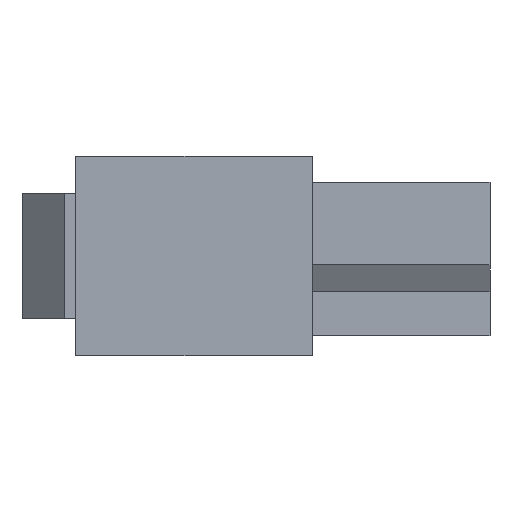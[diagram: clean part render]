
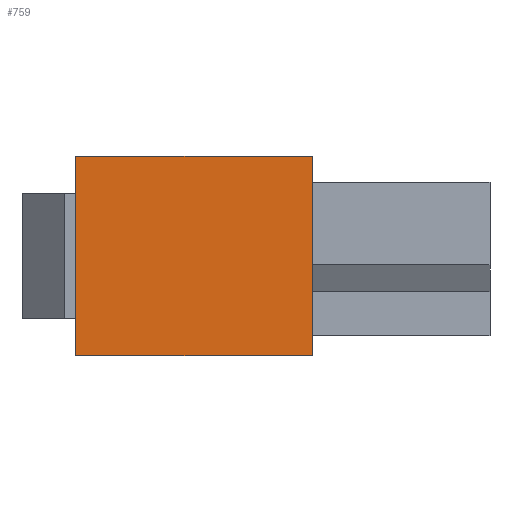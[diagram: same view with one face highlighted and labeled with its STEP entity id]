
A CAD part, front view. The second image highlights one B-rep face of the part: STEP entity #759.
In plain terms, the highlighted planar face has unit normal (0, -1, 0).
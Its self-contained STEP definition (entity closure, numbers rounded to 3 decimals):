
#25 = CARTESIAN_POINT ( 'NONE',  ( 11.375, -89.05, 6.75 ) ) ;
#52 = DIRECTION ( 'NONE',  ( 1., 0., 0. ) ) ;
#91 = VERTEX_POINT ( 'NONE', #538 ) ;
#169 = ORIENTED_EDGE ( 'NONE', *, *, #814, .T. ) ;
#181 = EDGE_CURVE ( 'NONE', #804, #91, #808, .T. ) ;
#184 = FACE_OUTER_BOUND ( 'NONE', #448, .T. ) ;
#240 = CARTESIAN_POINT ( 'NONE',  ( -4.625, -89.05, 6.75 ) ) ;
#321 = ORIENTED_EDGE ( 'NONE', *, *, #181, .F. ) ;
#323 = CARTESIAN_POINT ( 'NONE',  ( 11.375, -89.05, 6.75 ) ) ;
#336 = LINE ( 'NONE', #906, #819 ) ;
#387 = EDGE_CURVE ( 'NONE', #693, #91, #336, .T. ) ;
#421 = DIRECTION ( 'NONE',  ( 0., 0., -1. ) ) ;
#448 = EDGE_LOOP ( 'NONE', ( #1101, #321, #672, #169 ) ) ;
#474 = DIRECTION ( 'NONE',  ( 0., 1., 0. ) ) ;
#538 = CARTESIAN_POINT ( 'NONE',  ( 11.375, -89.05, -6.75 ) ) ;
#546 = CARTESIAN_POINT ( 'NONE',  ( -4.625, -89.05, -6.75 ) ) ;
#560 = VERTEX_POINT ( 'NONE', #893 ) ;
#663 = VECTOR ( 'NONE', #1042, 1000. ) ;
#668 = PLANE ( 'NONE',  #1096 ) ;
#669 = LINE ( 'NONE', #760, #663 ) ;
#672 = ORIENTED_EDGE ( 'NONE', *, *, #938, .F. ) ;
#693 = VERTEX_POINT ( 'NONE', #546 ) ;
#759 = ADVANCED_FACE ( 'NONE', ( #184 ), #668, .F. ) ;
#760 = CARTESIAN_POINT ( 'NONE',  ( -4.625, -89.05, 6.75 ) ) ;
#804 = VERTEX_POINT ( 'NONE', #323 ) ;
#808 = LINE ( 'NONE', #25, #1174 ) ;
#814 = EDGE_CURVE ( 'NONE', #560, #693, #669, .T. ) ;
#815 = VECTOR ( 'NONE', #1074, 1000. ) ;
#819 = VECTOR ( 'NONE', #52, 1000. ) ;
#848 = DIRECTION ( 'NONE',  ( 0., 0., 1. ) ) ;
#893 = CARTESIAN_POINT ( 'NONE',  ( -4.625, -89.05, 6.75 ) ) ;
#906 = CARTESIAN_POINT ( 'NONE',  ( -4.625, -89.05, -6.75 ) ) ;
#938 = EDGE_CURVE ( 'NONE', #560, #804, #1009, .T. ) ;
#952 = CARTESIAN_POINT ( 'NONE',  ( -4.625, -89.05, 6.75 ) ) ;
#1009 = LINE ( 'NONE', #240, #815 ) ;
#1042 = DIRECTION ( 'NONE',  ( 0., 0., -1. ) ) ;
#1074 = DIRECTION ( 'NONE',  ( 1., 0., 0. ) ) ;
#1096 = AXIS2_PLACEMENT_3D ( 'NONE', #952, #474, #848 ) ;
#1101 = ORIENTED_EDGE ( 'NONE', *, *, #387, .T. ) ;
#1174 = VECTOR ( 'NONE', #421, 1000. ) ;
